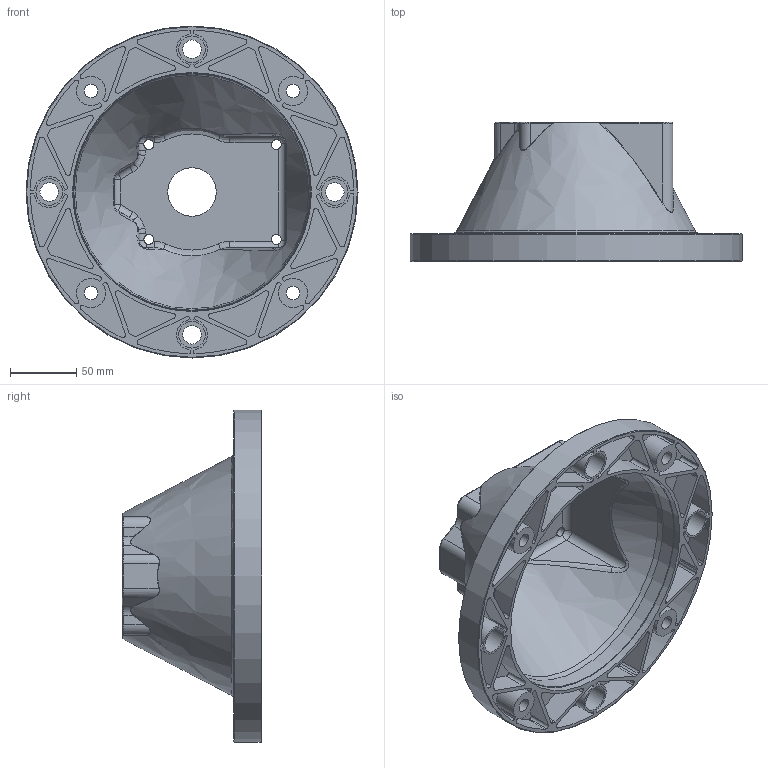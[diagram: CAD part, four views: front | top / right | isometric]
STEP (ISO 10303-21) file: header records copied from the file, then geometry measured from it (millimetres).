
FILE_DESCRIPTION(('STEP AP203'),'2;1');
FILE_NAME('LS252.stp','2014-09-04T08:42:56',(''),(''),'2011.1.114','THINKDESIGN','');
FILE_SCHEMA(('CONFIG_CONTROL_DESIGN'));
Length unit declared in the file: millimetre
Bounding box: 250 x 105 x 250 mm (x, y, z)
Volume: 374710.5 mm3; surface area: 235343.4 mm2
Topology: 1 solids, 1 shells, 392 faces, 1047 edges, 680 vertices
Faces by surface type: cylinder 198, plane 117, bspline 77
Full cylindrical faces by diameter (mm): 7.5 x4, 10.25 x4, 14 x4, 20 x4, 36.5 x1, 180 x1, 183 x1, 250 x1
Entity records: 18915 total; most frequent: CARTESIAN_POINT 9106, ORIENTED_EDGE 2062, DIRECTION 2035, EDGE_CURVE 1031, AXIS2_PLACEMENT_3D 809, VERTEX_POINT 672, CIRCLE 498, EDGE_LOOP 441
